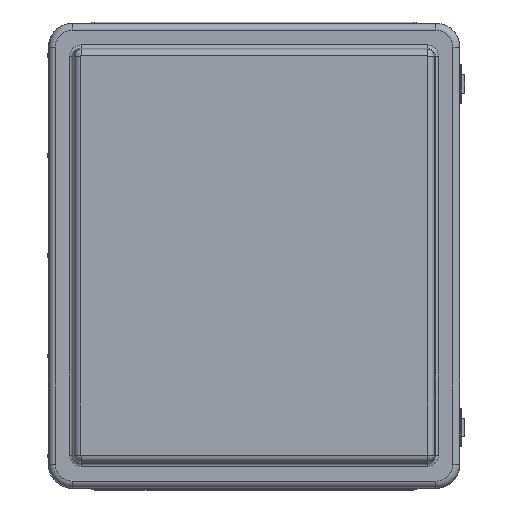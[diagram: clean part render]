
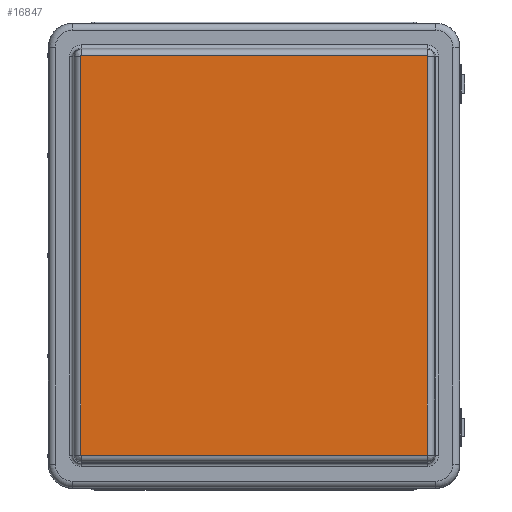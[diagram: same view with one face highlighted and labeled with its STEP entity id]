
A CAD part, top view. The second image highlights one B-rep face of the part: STEP entity #16847.
In plain terms, the highlighted planar face has unit normal (0, 0, 1).
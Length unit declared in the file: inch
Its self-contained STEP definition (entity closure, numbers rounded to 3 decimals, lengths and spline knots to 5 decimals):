
#1376=LINE($,#29127,#2669);
#1379=LINE($,#29134,#2672);
#1380=LINE($,#29167,#2673);
#1383=LINE($,#29174,#2676);
#2669=VECTOR($,#22503,14.945);
#2672=VECTOR($,#22510,12.96687);
#2673=VECTOR($,#22527,12.96687);
#2676=VECTOR($,#22534,14.945);
#3365=PLANE($,#18480);
#4984=FACE_OUTER_BOUND($,#6258,.T.);
#6258=EDGE_LOOP($,(#14531,#14532,#14533,#14534,#14535,#14536,#14537,#14538));
#7233=CIRCLE($,#18455,0.00892);
#7239=CIRCLE($,#18463,0.00892);
#7243=CIRCLE($,#18467,0.00892);
#7247=CIRCLE($,#18473,0.00892);
#8608=VERTEX_POINT($,#29116);
#8609=VERTEX_POINT($,#29118);
#8612=VERTEX_POINT($,#29125);
#8613=VERTEX_POINT($,#29130);
#8616=VERTEX_POINT($,#29145);
#8617=VERTEX_POINT($,#29158);
#8620=VERTEX_POINT($,#29165);
#8621=VERTEX_POINT($,#29170);
#10674=EDGE_CURVE($,#8608,#8609,#7233,.T.);
#10678=EDGE_CURVE($,#8612,#8608,#1376,.T.);
#10682=EDGE_CURVE($,#8609,#8613,#1379,.T.);
#10684=EDGE_CURVE($,#8616,#8612,#7239,.T.);
#10688=EDGE_CURVE($,#8613,#8617,#7243,.T.);
#10690=EDGE_CURVE($,#8620,#8616,#1380,.T.);
#10694=EDGE_CURVE($,#8617,#8621,#1383,.T.);
#10696=EDGE_CURVE($,#8621,#8620,#7247,.T.);
#14531=ORIENTED_EDGE($,*,*,#10674,.F.);
#14532=ORIENTED_EDGE($,*,*,#10678,.F.);
#14533=ORIENTED_EDGE($,*,*,#10684,.F.);
#14534=ORIENTED_EDGE($,*,*,#10690,.F.);
#14535=ORIENTED_EDGE($,*,*,#10696,.F.);
#14536=ORIENTED_EDGE($,*,*,#10694,.F.);
#14537=ORIENTED_EDGE($,*,*,#10688,.F.);
#14538=ORIENTED_EDGE($,*,*,#10682,.F.);
#16847=ADVANCED_FACE($,(#4984),#3365,.T.);
#18455=AXIS2_PLACEMENT_3D($,#29119,#22493,#22494);
#18463=AXIS2_PLACEMENT_3D($,#29147,#22513,#22514);
#18467=AXIS2_PLACEMENT_3D($,#29162,#22521,#22522);
#18473=AXIS2_PLACEMENT_3D($,#29185,#22537,#22538);
#18480=AXIS2_PLACEMENT_3D($,#29204,#22558,#22559);
#22493=DIRECTION('center_axis',(0.,0.,-1.));
#22494=DIRECTION('ref_axis',(0.707,-0.707,0.));
#22503=DIRECTION($,(0.,-1.,0.));
#22510=DIRECTION($,(-1.,0.,0.));
#22513=DIRECTION('center_axis',(0.,0.,-1.));
#22514=DIRECTION('ref_axis',(0.707,0.707,0.));
#22521=DIRECTION('center_axis',(0.,0.,-1.));
#22522=DIRECTION('ref_axis',(-0.707,-0.707,0.));
#22527=DIRECTION($,(1.,0.,0.));
#22534=DIRECTION($,(0.,1.,0.));
#22537=DIRECTION('center_axis',(0.,0.,-1.));
#22538=DIRECTION('ref_axis',(-0.707,0.707,0.));
#22558=DIRECTION('center_axis',(0.,0.,1.));
#22559=DIRECTION('ref_axis',(1.,0.,0.));
#29116=CARTESIAN_POINT('',(6.49235,-7.4725,2.245));
#29118=CARTESIAN_POINT('',(6.48344,-7.48142,2.245));
#29119=CARTESIAN_POINT('Origin',(6.48344,-7.4725,2.245));
#29125=CARTESIAN_POINT('',(6.49235,7.4725,2.245));
#29127=CARTESIAN_POINT($,(6.49235,7.4725,2.245));
#29130=CARTESIAN_POINT('',(-6.48344,-7.48142,2.245));
#29134=CARTESIAN_POINT($,(6.48344,-7.48142,2.245));
#29145=CARTESIAN_POINT('',(6.48344,7.48142,2.245));
#29147=CARTESIAN_POINT('Origin',(6.48344,7.4725,2.245));
#29158=CARTESIAN_POINT('',(-6.49235,-7.4725,2.245));
#29162=CARTESIAN_POINT('Origin',(-6.48344,-7.4725,2.245));
#29165=CARTESIAN_POINT('',(-6.48344,7.48142,2.245));
#29167=CARTESIAN_POINT($,(-6.48344,7.48142,2.245));
#29170=CARTESIAN_POINT('',(-6.49235,7.4725,2.245));
#29174=CARTESIAN_POINT($,(-6.49235,-7.4725,2.245));
#29185=CARTESIAN_POINT('Origin',(-6.48344,7.4725,2.245));
#29204=CARTESIAN_POINT('Origin',(0.,0.,2.245));
